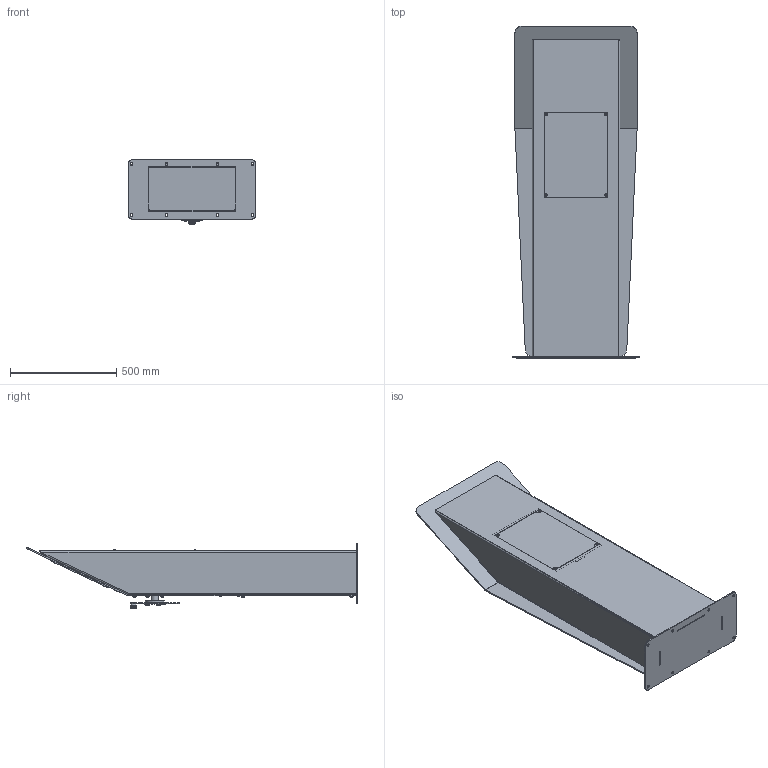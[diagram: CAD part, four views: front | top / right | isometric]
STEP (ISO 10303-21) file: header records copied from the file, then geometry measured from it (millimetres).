
FILE_DESCRIPTION (( 'STEP AP203' ), '1' );
FILE_NAME ('90160_R3_AUDIO_COLUMN_LARGE.STEP', '2021-10-19T08:07:40', ( '' ), ( '' ), 'SwSTEP 2.0', 'SolidWorks 2020', '' );
FILE_SCHEMA (( 'CONFIG_CONTROL_DESIGN' ));
Length unit declared in the file: millimetre
Products named in the file (54): socket button head screw_1_isofer-DESKTOP-49KEIT0_ISO 7380 - M6 x 30 - 30N1; 70072_R1_TurningWheel_Assembled_230mm; Hex Cylinder Head Cap Screw_isox_ISO 4762 M10 x 16 - 16N1; 11012_R3_frontpanel_libertion_6mmcortensteel; 30065_R2_chassisplug_volume; 11013_R1_infopanel_liberation_4mmalu; 30103_UUB_BUS; 30105_cable_2pole_100cm; 20095_R2_AXLE_GENERATOR_EXTENSION_35mmSST; torque nut 08_1_iso_ISO 10511-M6-N1; 30050_r1_cableplug_2-pole; 10074_turningwheel_xtrasmall_230mm_6mmsteel; socket button head screw_1_isofer_ISO 7380 - M8 x 20 - 20N1; 10040_R2_AN_COMPUTER; socket button head screw_1_isofer-DESKTOP-49KEIT0_ISO 7380 - M5 x 30 - 30N1; 10256_R2_piezo_pushbutton; 11016_R1_backpanel_liberation_3mmsteel; 30069_R1_chassisplug_generator; 11017_R2_footplate_liberation_6mmsteel; 70080_R1_Wheelknob_Assembled; 40014_R2_piezo_100cm_cable_plug; plain washer normal grade c_1_iso_Washer ISO 7091 - 101; 10080_R2_wheelknob_SST; socket button head screw_1_isofer-DESKTOP-49KEIT0_ISO 7380 - M6 x 16 - 16N1; 30066_R1_chassisplug_USB; socket button head screw_2_iso_ISO 7380 - M10 x 16 - 16N1; y_Washer ISO 7091 - 61; 30080_Box_Medium_AN; 30145_R1_usbwithlogo; y_Washer ISO 7091 - 81; socket button head screw_1_isofer-DESKTOP-49KEIT0_ISO 7380 - M10 x 30 - 30N2; 11010_service_support_liberation_3mmsteel; 30068_R1_chassisplug_speaker_2p; 10056_R1_dustcover_USB; plain washer normal grade c_1_isofe_Washer ISO 7091 - 63; 11424_bus_wheelknob_sst; 10219_cam_4mmsteel; socket set screw flat point_1_din_DIN 913 - M8 x 10-S1; torque nut 08_1_iso_ISO 10511-M10-N2; 11410_module_support_DJ_KW_2mmRVS ...
Assembly tree (93 placements, depth 4):
  90160_R3_AUDIO_COLUMN_LARGE
    70072_R1_TurningWheel_Assembled_230mm
      70080_R1_Wheelknob_Assembled
        10080_R2_wheelknob_SST
        11424_bus_wheelknob_sst
        Hex Cylinder Head Cap Screw_isox_ISO 4762 M10 x 16 - 16N1
      10074_turningwheel_xtrasmall_230mm_6mmsteel
      10098_R1_turningwheel_cover_2mmAlu_sublimated
      plain washer normal grade c_1_iso_Washer ISO 7091 - 101  x3
      socket button head screw_2_iso_ISO 7380 - M10 x 16 - 16N1  x3
    40020_R2_generator_XXL_60cmcable_plug
    40014_R2_piezo_100cm_cable_plug
      10256_R2_piezo_pushbutton
      30105_cable_2pole_100cm
      30180_5-pole_plug
    40006_Speaker large 80cm cable plug 4OHM
      30107_cable_2pole_150cm
      30050_r1_cableplug_2-pole
      30032_speaker_large_4ohm
    30145_R1_usbwithlogo
    20194_R2_FRAME_LIBERATION
      11017_R2_footplate_liberation_6mmsteel
      11016_R1_backpanel_liberation_3mmsteel
      11010_service_support_liberation_3mmsteel  x2
      10219_cam_4mmsteel
      hex nut style 1 gradeab_1_1_iso_ISO - 4032 - M10 - D - N  x2
    20095_R2_AXLE_GENERATOR_EXTENSION_35mmSST
    11458_EPDM_sealingring_generator_1mm
    11410_module_support_DJ_KW_2mmRVS
    11013_R1_infopanel_liberation_4mmalu
    11012_R3_frontpanel_libertion_6mmcortensteel
    11011_R1_servicehatch_liberation_3mmsteel
    10056_R1_dustcover_USB
    10040_R2_AN_COMPUTER
      30103_UUB_BUS
      30080_Box_Medium_AN
      30069_R1_chassisplug_generator
      30068_R1_chassisplug_speaker_2p
      30067_chassisplug_switch
      30066_R1_chassisplug_USB
      30065_R2_chassisplug_volume
    socket button head screw_1_isofer-DESKTOP-49KEIT0_ISO 7380 - M10 x 30 - 30N2  x6
    socket button head screw_1_isofer-DESKTOP-49KEIT0_ISO 7380 - M6 x 16 - 16N1
    Hex Cylinder Head Cap Screw_isox-DESKTOP-49KEIT0_ISO 4762 M4 x 12 - 12N1  x2
    socket button head screw_2_iso_ISO 7380 - M6 x 16 - 16N1  x4
    socket button head screw_1_isofer-DESKTOP-49KEIT0_ISO 7380 - M6 x 30 - 30N1  x4
    socket button head screw_1_isofer-DESKTOP-49KEIT0_ISO 7380 - M5 x 30 - 30N1  x4
    socket set screw flat point_1_din_DIN 913 - M8 x 10-S1  x2
    socket button head screw_1_isofer_ISO 7380 - M8 x 20 - 20N1  x4
    plain washer normal grade c_1_isofe_Washer ISO 7091 - 63  x4
    y_Washer ISO 7091 - 81  x4
    y_Washer ISO 7091 - 61  x4
    torque nut 08_1_iso_ISO 10511-M6-N1  x4
    torque nut 08_1_iso_ISO 10511-M10-N2  x4
Bounding box: 600 x 1561.68 x 303.95 mm (x, y, z)
Volume: 12113992.5 mm3; surface area: 5297506.7 mm2
Topology: 120 solids, 121 shells, 3776 faces, 8045 edges, 5087 vertices
Faces by surface type: plane 1355, cylinder 1200, bspline 714, cone 304, torus 173, sphere 30
Full cylindrical faces by diameter (mm): 1 x7, 1.5 x2, 2 x493, 3 x2, 4 x2, 4.5 x4, 5 x10, 5.2 x4, 5.5 x4, 6 x15, 6.2 x4, 6.5 x6, 6.6 x8, 6.8 x2, 7 x6, 7.143 x4, 7.5 x4, 8 x22, 8.5 x13, 8.6 x1, 9 x4, 9.5 x4, 10 x28, 10.5 x15, 11 x3, 11.714 x4, 12 x26, 13 x10, 13.5 x2, 14 x8
Entity records: 147637 total; most frequent: CARTESIAN_POINT 82654, ORIENTED_EDGE 11296, DIRECTION 10365, EDGE_CURVE 5648, EDGE_LOOP 4658, VERTEX_POINT 4102, AXIS2_PLACEMENT_3D 4057, FACE_OUTER_BOUND 3798
